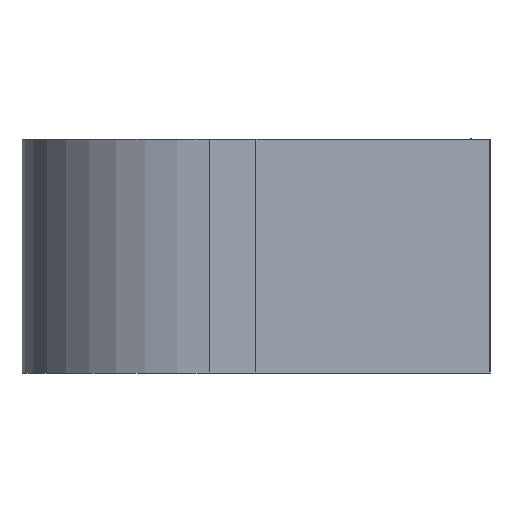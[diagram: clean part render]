
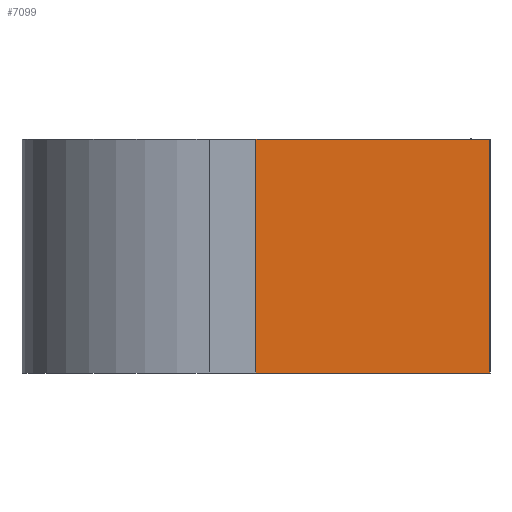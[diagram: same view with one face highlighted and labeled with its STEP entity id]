
A CAD part, left-side view. The second image highlights one B-rep face of the part: STEP entity #7099.
In plain terms, the highlighted planar face has unit normal (-1, 0, 0).
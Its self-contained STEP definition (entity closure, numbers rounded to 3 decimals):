
#1852 = EDGE_CURVE ( 'NONE', #5138, #5134, #11906, .T. ) ;
#1853 = EDGE_CURVE ( 'NONE', #5099, #5116, #12391, .T. ) ;
#1854 = EDGE_CURVE ( 'NONE', #5134, #5116, #12394, .T. ) ;
#1857 = EDGE_CURVE ( 'NONE', #5138, #5099, #12403, .T. ) ;
#2462 = ORIENTED_EDGE ( 'NONE', *, *, #1857, .T. ) ;
#2463 = ORIENTED_EDGE ( 'NONE', *, *, #1854, .F. ) ;
#2464 = ORIENTED_EDGE ( 'NONE', *, *, #1852, .F. ) ;
#2465 = ORIENTED_EDGE ( 'NONE', *, *, #1853, .T. ) ;
#4436 = EDGE_LOOP ( 'NONE', ( #2465, #2463, #2464, #2462 ) ) ;
#5099 = VERTEX_POINT ( 'NONE', #12985 ) ;
#5116 = VERTEX_POINT ( 'NONE', #13001 ) ;
#5134 = VERTEX_POINT ( 'NONE', #13018 ) ;
#5138 = VERTEX_POINT ( 'NONE', #13022 ) ;
#7099 = ADVANCED_FACE ( 'NONE', ( #12368 ), #13826, .F. ) ;
#11906 = LINE ( 'NONE', #12389, #12046 ) ;
#12046 = VECTOR ( 'NONE', #12390, 1000. ) ;
#12047 = VECTOR ( 'NONE', #12393, 1000. ) ;
#12048 = VECTOR ( 'NONE', #12396, 1000. ) ;
#12051 = VECTOR ( 'NONE', #12405, 1000. ) ;
#12368 = FACE_OUTER_BOUND ( 'NONE', #4436, .T. ) ;
#12371 = AXIS2_PLACEMENT_3D ( 'NONE', #13827, #13828, #13829 ) ;
#12389 = CARTESIAN_POINT ( 'NONE',  ( -1.5, -3.16, 0.5 ) ) ;
#12390 = DIRECTION ( 'NONE',  ( 0., -1., 0. ) ) ;
#12391 = LINE ( 'NONE', #12392, #12047 ) ;
#12392 = CARTESIAN_POINT ( 'NONE',  ( -1.5, -3.16, -0.5 ) ) ;
#12393 = DIRECTION ( 'NONE',  ( 0., -1., 0. ) ) ;
#12394 = LINE ( 'NONE', #12395, #12048 ) ;
#12395 = CARTESIAN_POINT ( 'NONE',  ( -1.5, -0.5, 0.5 ) ) ;
#12396 = DIRECTION ( 'NONE',  ( 0., 0., -1. ) ) ;
#12403 = LINE ( 'NONE', #12404, #12051 ) ;
#12404 = CARTESIAN_POINT ( 'NONE',  ( -1.5, 0.5, 0.5 ) ) ;
#12405 = DIRECTION ( 'NONE',  ( 0., 0., -1. ) ) ;
#12985 = CARTESIAN_POINT ( 'NONE',  ( -1.5, 0.5, -0.5 ) ) ;
#13001 = CARTESIAN_POINT ( 'NONE',  ( -1.5, -0.5, -0.5 ) ) ;
#13018 = CARTESIAN_POINT ( 'NONE',  ( -1.5, -0.5, 0.5 ) ) ;
#13022 = CARTESIAN_POINT ( 'NONE',  ( -1.5, 0.5, 0.5 ) ) ;
#13826 = PLANE ( 'NONE',  #12371 ) ;
#13827 = CARTESIAN_POINT ( 'NONE',  ( -1.5, -3.16, 0.5 ) ) ;
#13828 = DIRECTION ( 'NONE',  ( 1., 0., 0. ) ) ;
#13829 = DIRECTION ( 'NONE',  ( 0., 0., -1. ) ) ;
